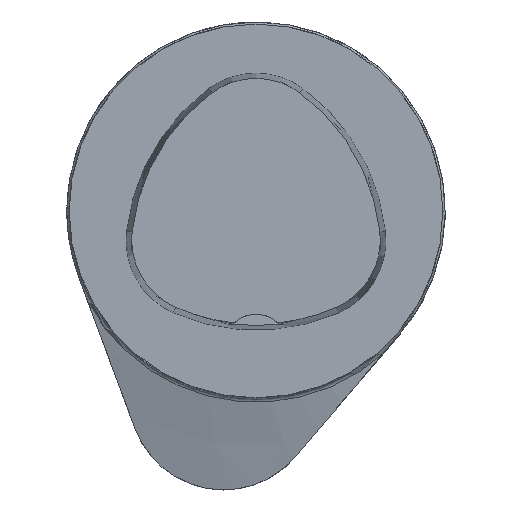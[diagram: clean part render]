
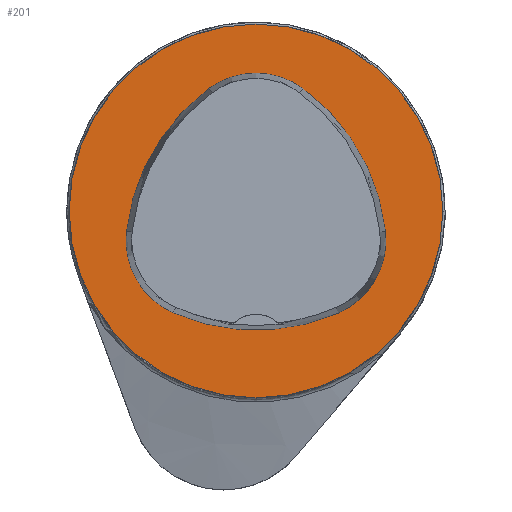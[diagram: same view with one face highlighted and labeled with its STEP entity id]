
A CAD part, top view. The second image highlights one B-rep face of the part: STEP entity #201.
In plain terms, the highlighted planar face has unit normal (0, 0, 1).
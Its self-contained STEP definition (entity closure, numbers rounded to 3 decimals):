
#51=PLANE('',#843);
#201=ADVANCED_FACE('',(#249,#250),#51,.T.);
#249=FACE_BOUND('',#313,.T.);
#250=FACE_BOUND('',#314,.T.);
#313=EDGE_LOOP('',(#509,#510,#511,#512,#513,#514));
#314=EDGE_LOOP('',(#515));
#379=CIRCLE('',#815,40.);
#380=CIRCLE('',#821,44.);
#382=CIRCLE('',#824,17.);
#384=CIRCLE('',#827,44.);
#386=CIRCLE('',#830,17.);
#390=CIRCLE('',#835,44.);
#392=CIRCLE('',#838,17.);
#509=ORIENTED_EDGE('',*,*,#722,.T.);
#510=ORIENTED_EDGE('',*,*,#702,.T.);
#511=ORIENTED_EDGE('',*,*,#706,.T.);
#512=ORIENTED_EDGE('',*,*,#709,.T.);
#513=ORIENTED_EDGE('',*,*,#712,.T.);
#514=ORIENTED_EDGE('',*,*,#720,.T.);
#515=ORIENTED_EDGE('',*,*,#693,.F.);
#619=VERTEX_POINT('',#1246);
#628=VERTEX_POINT('',#1265);
#629=VERTEX_POINT('',#1266);
#632=VERTEX_POINT('',#1274);
#634=VERTEX_POINT('',#1280);
#636=VERTEX_POINT('',#1286);
#643=VERTEX_POINT('',#1307);
#693=EDGE_CURVE('',#619,#619,#379,.T.);
#702=EDGE_CURVE('',#628,#629,#380,.T.);
#706=EDGE_CURVE('',#629,#632,#382,.T.);
#709=EDGE_CURVE('',#632,#634,#384,.T.);
#712=EDGE_CURVE('',#634,#636,#386,.T.);
#720=EDGE_CURVE('',#636,#643,#390,.T.);
#722=EDGE_CURVE('',#643,#628,#392,.T.);
#815=AXIS2_PLACEMENT_3D('',#1245,#961,#962);
#821=AXIS2_PLACEMENT_3D('',#1264,#977,#978);
#824=AXIS2_PLACEMENT_3D('',#1273,#985,#986);
#827=AXIS2_PLACEMENT_3D('',#1279,#992,#993);
#830=AXIS2_PLACEMENT_3D('',#1285,#999,#1000);
#835=AXIS2_PLACEMENT_3D('',#1308,#1011,#1012);
#838=AXIS2_PLACEMENT_3D('',#1311,#1017,#1018);
#843=AXIS2_PLACEMENT_3D('',#1316,#1027,#1028);
#961=DIRECTION('',(0.,0.,-1.));
#962=DIRECTION('',(-1.,0.,0.));
#977=DIRECTION('',(0.,0.,-1.));
#978=DIRECTION('',(-1.,0.,0.));
#985=DIRECTION('',(0.,0.,-1.));
#986=DIRECTION('',(-1.,0.,0.));
#992=DIRECTION('',(0.,0.,-1.));
#993=DIRECTION('',(-1.,0.,0.));
#999=DIRECTION('',(0.,0.,-1.));
#1000=DIRECTION('',(-1.,0.,0.));
#1011=DIRECTION('',(0.,0.,-1.));
#1012=DIRECTION('',(-1.,0.,0.));
#1017=DIRECTION('',(0.,0.,-1.));
#1018=DIRECTION('',(-1.,0.,0.));
#1027=DIRECTION('',(0.,0.,1.));
#1028=DIRECTION('',(1.,0.,0.));
#1245=CARTESIAN_POINT('',(0.,0.,0.));
#1246=CARTESIAN_POINT('',(-40.,0.,0.));
#1264=CARTESIAN_POINT('',(16.01,-9.224,0.));
#1265=CARTESIAN_POINT('',(-27.722,-4.378,0.));
#1266=CARTESIAN_POINT('',(-10.119,26.178,0.));
#1273=CARTESIAN_POINT('',(-0.023,12.5,0.));
#1274=CARTESIAN_POINT('',(10.049,26.194,0.));
#1279=CARTESIAN_POINT('',(-16.021,-9.25,0.));
#1280=CARTESIAN_POINT('',(27.71,-4.394,0.));
#1285=CARTESIAN_POINT('',(10.814,-6.27,0.));
#1286=CARTESIAN_POINT('',(17.611,-21.852,0.));
#1307=CARTESIAN_POINT('',(-17.652,-21.819,0.));
#1308=CARTESIAN_POINT('',(0.017,18.477,0.));
#1311=CARTESIAN_POINT('',(-10.825,-6.25,0.));
#1316=CARTESIAN_POINT('',(0.,0.,0.));
